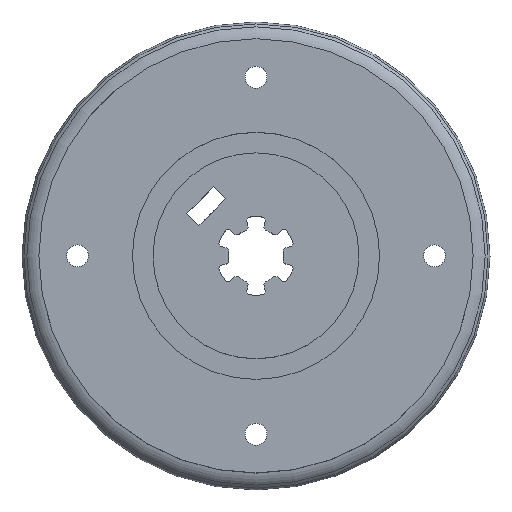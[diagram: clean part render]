
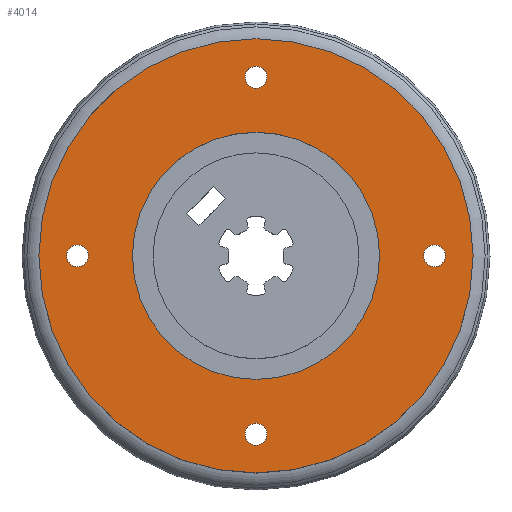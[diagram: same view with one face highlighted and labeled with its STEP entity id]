
A CAD part, top view. The second image highlights one B-rep face of the part: STEP entity #4014.
In plain terms, the highlighted planar face has unit normal (0, 0, 1).
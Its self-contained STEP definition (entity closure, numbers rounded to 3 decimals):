
#347 = CYLINDRICAL_SURFACE('',#348,31.625);
#348 = AXIS2_PLACEMENT_3D('',#349,#350,#351);
#349 = CARTESIAN_POINT('',(0.,0.,10.));
#350 = DIRECTION('',(0.,0.,-1.));
#351 = DIRECTION('',(-1.,0.,0.));
#790 = VERTEX_POINT('',#791);
#791 = CARTESIAN_POINT('',(31.625,0.,11.));
#812 = EDGE_CURVE('',#790,#790,#813,.T.);
#813 = SURFACE_CURVE('',#814,(#819,#826),.PCURVE_S1.);
#814 = CIRCLE('',#815,31.625);
#815 = AXIS2_PLACEMENT_3D('',#816,#817,#818);
#816 = CARTESIAN_POINT('',(0.,0.,11.));
#817 = DIRECTION('',(0.,0.,-1.));
#818 = DIRECTION('',(-1.,0.,0.));
#819 = PCURVE('',#347,#820);
#820 = DEFINITIONAL_REPRESENTATION('',(#821),#825);
#821 = LINE('',#822,#823);
#822 = CARTESIAN_POINT('',(-6.283,-1.));
#823 = VECTOR('',#824,1.);
#824 = DIRECTION('',(1.,0.));
#825 = ( GEOMETRIC_REPRESENTATION_CONTEXT(2) 
PARAMETRIC_REPRESENTATION_CONTEXT() REPRESENTATION_CONTEXT('2D SPACE',''
  ) );
#826 = PCURVE('',#827,#832);
#827 = PLANE('',#828);
#828 = AXIS2_PLACEMENT_3D('',#829,#830,#831);
#829 = CARTESIAN_POINT('',(-50.,-50.,11.));
#830 = DIRECTION('',(0.,0.,1.));
#831 = DIRECTION('',(1.,0.,0.));
#832 = DEFINITIONAL_REPRESENTATION('',(#833),#841);
#833 = ( BOUNDED_CURVE() B_SPLINE_CURVE(2,(#834,#835,#836,#837,#838,#839
,#840),.UNSPECIFIED.,.T.,.F.) B_SPLINE_CURVE_WITH_KNOTS((1,2,2,2,2,1),(
    -2.094,0.,2.094,4.189,6.283,
8.378),.UNSPECIFIED.) CURVE() GEOMETRIC_REPRESENTATION_ITEM() 
RATIONAL_B_SPLINE_CURVE((1.,0.5,1.,0.5,1.,0.5,1.)) REPRESENTATION_ITEM(
  '') );
#834 = CARTESIAN_POINT('',(18.375,50.));
#835 = CARTESIAN_POINT('',(18.375,104.776));
#836 = CARTESIAN_POINT('',(65.813,77.388));
#837 = CARTESIAN_POINT('',(113.25,50.));
#838 = CARTESIAN_POINT('',(65.813,22.612));
#839 = CARTESIAN_POINT('',(18.375,-4.776));
#840 = CARTESIAN_POINT('',(18.375,50.));
#841 = ( GEOMETRIC_REPRESENTATION_CONTEXT(2) 
PARAMETRIC_REPRESENTATION_CONTEXT() REPRESENTATION_CONTEXT('2D SPACE',''
  ) );
#4014 = ADVANCED_FACE('',(#4015,#4018,#4053,#4088,#4119,#4154),#827,.T.
  );
#4015 = FACE_BOUND('',#4016,.T.);
#4016 = EDGE_LOOP('',(#4017));
#4017 = ORIENTED_EDGE('',*,*,#812,.F.);
#4018 = FACE_BOUND('',#4019,.T.);
#4019 = EDGE_LOOP('',(#4020));
#4020 = ORIENTED_EDGE('',*,*,#4021,.T.);
#4021 = EDGE_CURVE('',#4022,#4022,#4024,.T.);
#4022 = VERTEX_POINT('',#4023);
#4023 = CARTESIAN_POINT('',(1.6,-26.,11.));
#4024 = SURFACE_CURVE('',#4025,(#4030,#4041),.PCURVE_S1.);
#4025 = CIRCLE('',#4026,1.6);
#4026 = AXIS2_PLACEMENT_3D('',#4027,#4028,#4029);
#4027 = CARTESIAN_POINT('',(0.,-26.,11.));
#4028 = DIRECTION('',(0.,0.,-1.));
#4029 = DIRECTION('',(1.,0.,0.));
#4030 = PCURVE('',#827,#4031);
#4031 = DEFINITIONAL_REPRESENTATION('',(#4032),#4040);
#4032 = ( BOUNDED_CURVE() B_SPLINE_CURVE(2,(#4033,#4034,#4035,#4036,
#4037,#4038,#4039),.UNSPECIFIED.,.T.,.F.) B_SPLINE_CURVE_WITH_KNOTS((1,2
    ,2,2,2,1),(-2.094,0.,2.094,4.189,
6.283,8.378),.UNSPECIFIED.) CURVE() 
GEOMETRIC_REPRESENTATION_ITEM() RATIONAL_B_SPLINE_CURVE((1.,0.5,1.,0.5,
1.,0.5,1.)) REPRESENTATION_ITEM('') );
#4033 = CARTESIAN_POINT('',(51.6,24.));
#4034 = CARTESIAN_POINT('',(51.6,21.229));
#4035 = CARTESIAN_POINT('',(49.2,22.614));
#4036 = CARTESIAN_POINT('',(46.8,24.));
#4037 = CARTESIAN_POINT('',(49.2,25.386));
#4038 = CARTESIAN_POINT('',(51.6,26.771));
#4039 = CARTESIAN_POINT('',(51.6,24.));
#4040 = ( GEOMETRIC_REPRESENTATION_CONTEXT(2) 
PARAMETRIC_REPRESENTATION_CONTEXT() REPRESENTATION_CONTEXT('2D SPACE',''
  ) );
#4041 = PCURVE('',#4042,#4047);
#4042 = CYLINDRICAL_SURFACE('',#4043,1.6);
#4043 = AXIS2_PLACEMENT_3D('',#4044,#4045,#4046);
#4044 = CARTESIAN_POINT('',(0.,-26.,-5.));
#4045 = DIRECTION('',(-0.,-0.,-1.));
#4046 = DIRECTION('',(1.,0.,0.));
#4047 = DEFINITIONAL_REPRESENTATION('',(#4048),#4052);
#4048 = LINE('',#4049,#4050);
#4049 = CARTESIAN_POINT('',(-6.283,-16.));
#4050 = VECTOR('',#4051,1.);
#4051 = DIRECTION('',(1.,-0.));
#4052 = ( GEOMETRIC_REPRESENTATION_CONTEXT(2) 
PARAMETRIC_REPRESENTATION_CONTEXT() REPRESENTATION_CONTEXT('2D SPACE',''
  ) );
#4053 = FACE_BOUND('',#4054,.T.);
#4054 = EDGE_LOOP('',(#4055));
#4055 = ORIENTED_EDGE('',*,*,#4056,.T.);
#4056 = EDGE_CURVE('',#4057,#4057,#4059,.T.);
#4057 = VERTEX_POINT('',#4058);
#4058 = CARTESIAN_POINT('',(-24.4,0.,11.));
#4059 = SURFACE_CURVE('',#4060,(#4065,#4076),.PCURVE_S1.);
#4060 = CIRCLE('',#4061,1.6);
#4061 = AXIS2_PLACEMENT_3D('',#4062,#4063,#4064);
#4062 = CARTESIAN_POINT('',(-26.,0.,11.));
#4063 = DIRECTION('',(0.,0.,-1.));
#4064 = DIRECTION('',(1.,0.,0.));
#4065 = PCURVE('',#827,#4066);
#4066 = DEFINITIONAL_REPRESENTATION('',(#4067),#4075);
#4067 = ( BOUNDED_CURVE() B_SPLINE_CURVE(2,(#4068,#4069,#4070,#4071,
#4072,#4073,#4074),.UNSPECIFIED.,.T.,.F.) B_SPLINE_CURVE_WITH_KNOTS((1,2
    ,2,2,2,1),(-2.094,0.,2.094,4.189,
6.283,8.378),.UNSPECIFIED.) CURVE() 
GEOMETRIC_REPRESENTATION_ITEM() RATIONAL_B_SPLINE_CURVE((1.,0.5,1.,0.5,
1.,0.5,1.)) REPRESENTATION_ITEM('') );
#4068 = CARTESIAN_POINT('',(25.6,50.));
#4069 = CARTESIAN_POINT('',(25.6,47.229));
#4070 = CARTESIAN_POINT('',(23.2,48.614));
#4071 = CARTESIAN_POINT('',(20.8,50.));
#4072 = CARTESIAN_POINT('',(23.2,51.386));
#4073 = CARTESIAN_POINT('',(25.6,52.771));
#4074 = CARTESIAN_POINT('',(25.6,50.));
#4075 = ( GEOMETRIC_REPRESENTATION_CONTEXT(2) 
PARAMETRIC_REPRESENTATION_CONTEXT() REPRESENTATION_CONTEXT('2D SPACE',''
  ) );
#4076 = PCURVE('',#4077,#4082);
#4077 = CYLINDRICAL_SURFACE('',#4078,1.6);
#4078 = AXIS2_PLACEMENT_3D('',#4079,#4080,#4081);
#4079 = CARTESIAN_POINT('',(-26.,0.,-5.));
#4080 = DIRECTION('',(-0.,-0.,-1.));
#4081 = DIRECTION('',(1.,0.,0.));
#4082 = DEFINITIONAL_REPRESENTATION('',(#4083),#4087);
#4083 = LINE('',#4084,#4085);
#4084 = CARTESIAN_POINT('',(-6.283,-16.));
#4085 = VECTOR('',#4086,1.);
#4086 = DIRECTION('',(1.,-0.));
#4087 = ( GEOMETRIC_REPRESENTATION_CONTEXT(2) 
PARAMETRIC_REPRESENTATION_CONTEXT() REPRESENTATION_CONTEXT('2D SPACE',''
  ) );
#4088 = FACE_BOUND('',#4089,.T.);
#4089 = EDGE_LOOP('',(#4090));
#4090 = ORIENTED_EDGE('',*,*,#4091,.F.);
#4091 = EDGE_CURVE('',#4092,#4092,#4094,.T.);
#4092 = VERTEX_POINT('',#4093);
#4093 = CARTESIAN_POINT('',(18.,0.,11.));
#4094 = SURFACE_CURVE('',#4095,(#4100,#4107),.PCURVE_S1.);
#4095 = CIRCLE('',#4096,18.);
#4096 = AXIS2_PLACEMENT_3D('',#4097,#4098,#4099);
#4097 = CARTESIAN_POINT('',(0.,0.,11.));
#4098 = DIRECTION('',(0.,0.,1.));
#4099 = DIRECTION('',(1.,0.,0.));
#4100 = PCURVE('',#827,#4101);
#4101 = DEFINITIONAL_REPRESENTATION('',(#4102),#4106);
#4102 = CIRCLE('',#4103,18.);
#4103 = AXIS2_PLACEMENT_2D('',#4104,#4105);
#4104 = CARTESIAN_POINT('',(50.,50.));
#4105 = DIRECTION('',(1.,0.));
#4106 = ( GEOMETRIC_REPRESENTATION_CONTEXT(2) 
PARAMETRIC_REPRESENTATION_CONTEXT() REPRESENTATION_CONTEXT('2D SPACE',''
  ) );
#4107 = PCURVE('',#4108,#4113);
#4108 = CYLINDRICAL_SURFACE('',#4109,18.);
#4109 = AXIS2_PLACEMENT_3D('',#4110,#4111,#4112);
#4110 = CARTESIAN_POINT('',(0.,0.,7.));
#4111 = DIRECTION('',(0.,0.,1.));
#4112 = DIRECTION('',(1.,0.,0.));
#4113 = DEFINITIONAL_REPRESENTATION('',(#4114),#4118);
#4114 = LINE('',#4115,#4116);
#4115 = CARTESIAN_POINT('',(0.,4.));
#4116 = VECTOR('',#4117,1.);
#4117 = DIRECTION('',(1.,0.));
#4118 = ( GEOMETRIC_REPRESENTATION_CONTEXT(2) 
PARAMETRIC_REPRESENTATION_CONTEXT() REPRESENTATION_CONTEXT('2D SPACE',''
  ) );
#4119 = FACE_BOUND('',#4120,.T.);
#4120 = EDGE_LOOP('',(#4121));
#4121 = ORIENTED_EDGE('',*,*,#4122,.T.);
#4122 = EDGE_CURVE('',#4123,#4123,#4125,.T.);
#4123 = VERTEX_POINT('',#4124);
#4124 = CARTESIAN_POINT('',(1.6,26.,11.));
#4125 = SURFACE_CURVE('',#4126,(#4131,#4142),.PCURVE_S1.);
#4126 = CIRCLE('',#4127,1.6);
#4127 = AXIS2_PLACEMENT_3D('',#4128,#4129,#4130);
#4128 = CARTESIAN_POINT('',(0.,26.,11.));
#4129 = DIRECTION('',(0.,0.,-1.));
#4130 = DIRECTION('',(1.,0.,0.));
#4131 = PCURVE('',#827,#4132);
#4132 = DEFINITIONAL_REPRESENTATION('',(#4133),#4141);
#4133 = ( BOUNDED_CURVE() B_SPLINE_CURVE(2,(#4134,#4135,#4136,#4137,
#4138,#4139,#4140),.UNSPECIFIED.,.T.,.F.) B_SPLINE_CURVE_WITH_KNOTS((1,2
    ,2,2,2,1),(-2.094,0.,2.094,4.189,
6.283,8.378),.UNSPECIFIED.) CURVE() 
GEOMETRIC_REPRESENTATION_ITEM() RATIONAL_B_SPLINE_CURVE((1.,0.5,1.,0.5,
1.,0.5,1.)) REPRESENTATION_ITEM('') );
#4134 = CARTESIAN_POINT('',(51.6,76.));
#4135 = CARTESIAN_POINT('',(51.6,73.229));
#4136 = CARTESIAN_POINT('',(49.2,74.614));
#4137 = CARTESIAN_POINT('',(46.8,76.));
#4138 = CARTESIAN_POINT('',(49.2,77.386));
#4139 = CARTESIAN_POINT('',(51.6,78.771));
#4140 = CARTESIAN_POINT('',(51.6,76.));
#4141 = ( GEOMETRIC_REPRESENTATION_CONTEXT(2) 
PARAMETRIC_REPRESENTATION_CONTEXT() REPRESENTATION_CONTEXT('2D SPACE',''
  ) );
#4142 = PCURVE('',#4143,#4148);
#4143 = CYLINDRICAL_SURFACE('',#4144,1.6);
#4144 = AXIS2_PLACEMENT_3D('',#4145,#4146,#4147);
#4145 = CARTESIAN_POINT('',(0.,26.,-5.));
#4146 = DIRECTION('',(-0.,-0.,-1.));
#4147 = DIRECTION('',(1.,0.,0.));
#4148 = DEFINITIONAL_REPRESENTATION('',(#4149),#4153);
#4149 = LINE('',#4150,#4151);
#4150 = CARTESIAN_POINT('',(-6.283,-16.));
#4151 = VECTOR('',#4152,1.);
#4152 = DIRECTION('',(1.,-0.));
#4153 = ( GEOMETRIC_REPRESENTATION_CONTEXT(2) 
PARAMETRIC_REPRESENTATION_CONTEXT() REPRESENTATION_CONTEXT('2D SPACE',''
  ) );
#4154 = FACE_BOUND('',#4155,.T.);
#4155 = EDGE_LOOP('',(#4156));
#4156 = ORIENTED_EDGE('',*,*,#4157,.T.);
#4157 = EDGE_CURVE('',#4158,#4158,#4160,.T.);
#4158 = VERTEX_POINT('',#4159);
#4159 = CARTESIAN_POINT('',(27.6,0.,11.));
#4160 = SURFACE_CURVE('',#4161,(#4166,#4177),.PCURVE_S1.);
#4161 = CIRCLE('',#4162,1.6);
#4162 = AXIS2_PLACEMENT_3D('',#4163,#4164,#4165);
#4163 = CARTESIAN_POINT('',(26.,0.,11.));
#4164 = DIRECTION('',(0.,0.,-1.));
#4165 = DIRECTION('',(1.,0.,0.));
#4166 = PCURVE('',#827,#4167);
#4167 = DEFINITIONAL_REPRESENTATION('',(#4168),#4176);
#4168 = ( BOUNDED_CURVE() B_SPLINE_CURVE(2,(#4169,#4170,#4171,#4172,
#4173,#4174,#4175),.UNSPECIFIED.,.T.,.F.) B_SPLINE_CURVE_WITH_KNOTS((1,2
    ,2,2,2,1),(-2.094,0.,2.094,4.189,
6.283,8.378),.UNSPECIFIED.) CURVE() 
GEOMETRIC_REPRESENTATION_ITEM() RATIONAL_B_SPLINE_CURVE((1.,0.5,1.,0.5,
1.,0.5,1.)) REPRESENTATION_ITEM('') );
#4169 = CARTESIAN_POINT('',(77.6,50.));
#4170 = CARTESIAN_POINT('',(77.6,47.229));
#4171 = CARTESIAN_POINT('',(75.2,48.614));
#4172 = CARTESIAN_POINT('',(72.8,50.));
#4173 = CARTESIAN_POINT('',(75.2,51.386));
#4174 = CARTESIAN_POINT('',(77.6,52.771));
#4175 = CARTESIAN_POINT('',(77.6,50.));
#4176 = ( GEOMETRIC_REPRESENTATION_CONTEXT(2) 
PARAMETRIC_REPRESENTATION_CONTEXT() REPRESENTATION_CONTEXT('2D SPACE',''
  ) );
#4177 = PCURVE('',#4178,#4183);
#4178 = CYLINDRICAL_SURFACE('',#4179,1.6);
#4179 = AXIS2_PLACEMENT_3D('',#4180,#4181,#4182);
#4180 = CARTESIAN_POINT('',(26.,0.,-5.));
#4181 = DIRECTION('',(-0.,-0.,-1.));
#4182 = DIRECTION('',(1.,0.,0.));
#4183 = DEFINITIONAL_REPRESENTATION('',(#4184),#4188);
#4184 = LINE('',#4185,#4186);
#4185 = CARTESIAN_POINT('',(-6.283,-16.));
#4186 = VECTOR('',#4187,1.);
#4187 = DIRECTION('',(1.,-0.));
#4188 = ( GEOMETRIC_REPRESENTATION_CONTEXT(2) 
PARAMETRIC_REPRESENTATION_CONTEXT() REPRESENTATION_CONTEXT('2D SPACE',''
  ) );
